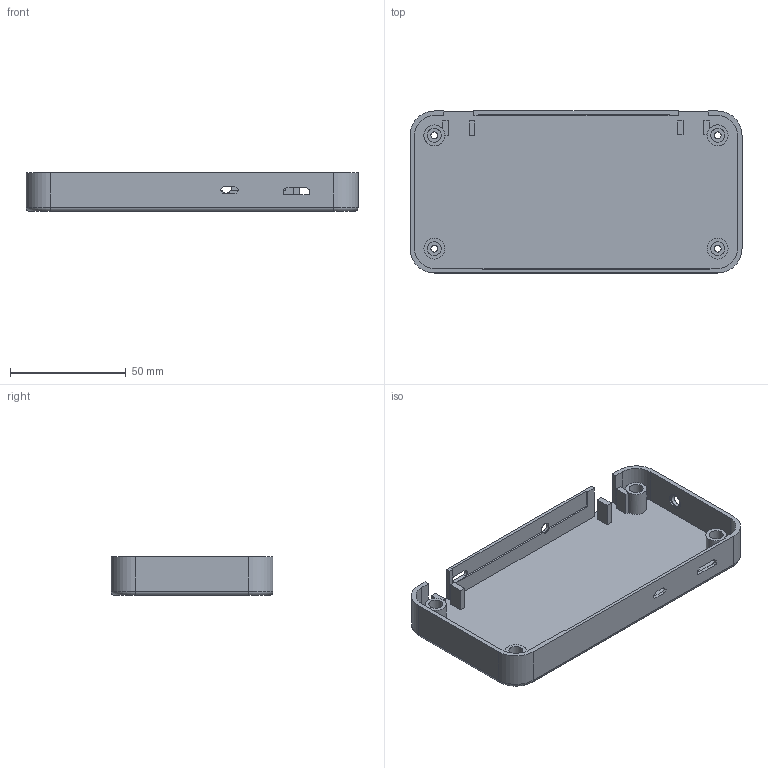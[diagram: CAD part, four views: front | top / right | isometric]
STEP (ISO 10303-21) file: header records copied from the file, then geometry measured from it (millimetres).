
FILE_DESCRIPTION(/* description */ (''),/* implementation_level */ '2;1');
FILE_NAME(/* name */ '',/* time_stamp */ '2024-02-28T21:58:38+08:00',/* author */ (''),/* organization */ (''),/* preprocessor_version */ 'ST-DEVELOPER v20',/* originating_system */ 'Autodesk Translation Framework v12.20.1.177',/* authorisation */ '');
FILE_SCHEMA (('AUTOMOTIVE_DESIGN { 1 0 10303 214 3 1 1 }'));
Length unit declared in the file: millimetre
Products named in the file (1): 后盖
Bounding box: 143.5 x 70 x 16.85 mm (x, y, z)
Volume: 29733.3 mm3; surface area: 34286.9 mm2
Topology: 1 solids, 1 shells, 130 faces, 332 edges, 217 vertices
Faces by surface type: plane 84, cylinder 42, torus 4
Full cylindrical faces by diameter (mm): 3 x4, 4.6 x1, 5 x1, 6 x8, 6.7 x1, 9 x4
Entity records: 3996 total; most frequent: DIRECTION 689, CARTESIAN_POINT 680, ORIENTED_EDGE 664, EDGE_CURVE 332, LINE 237, VECTOR 237, AXIS2_PLACEMENT_3D 226, VERTEX_POINT 217
